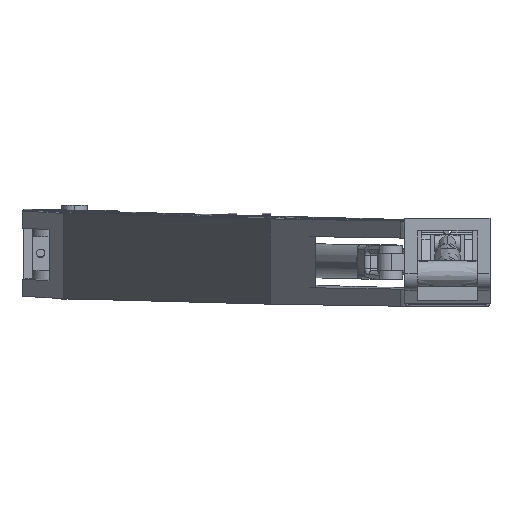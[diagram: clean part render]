
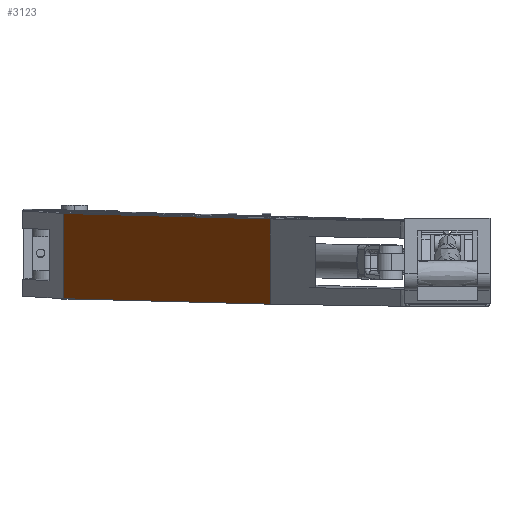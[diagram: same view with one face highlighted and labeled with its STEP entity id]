
A CAD part, left-side view. The second image highlights one B-rep face of the part: STEP entity #3123.
In plain terms, the highlighted free-form (B-spline) face has degree [1, 1] with [2, 2] control points.
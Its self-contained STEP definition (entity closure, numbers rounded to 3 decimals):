
#2279 = VERTEX_POINT('',#2280);
#2280 = CARTESIAN_POINT('',(683.106,287.069,
    -70.418));
#2285 = EDGE_CURVE('',#2286,#2279,#2288,.T.);
#2286 = VERTEX_POINT('',#2287);
#2287 = CARTESIAN_POINT('',(1441.059,622.789,
    -61.533));
#2288 = B_SPLINE_CURVE_WITH_KNOTS('',1,(#2289,#2290),.UNSPECIFIED.,.F.,
  .F.,(2,2),(-840.,-240.),.PIECEWISE_BEZIER_KNOTS.);
#2289 = CARTESIAN_POINT('',(1441.059,622.789,
    -61.533));
#2290 = CARTESIAN_POINT('',(683.106,287.069,
    -70.418));
#2475 = VERTEX_POINT('',#2476);
#2476 = CARTESIAN_POINT('',(1439.439,622.789,
    76.628));
#2481 = EDGE_CURVE('',#2475,#2482,#2484,.T.);
#2482 = VERTEX_POINT('',#2483);
#2483 = CARTESIAN_POINT('',(681.486,287.069,
    67.743));
#2484 = B_SPLINE_CURVE_WITH_KNOTS('',1,(#2485,#2486),.UNSPECIFIED.,.F.,
  .F.,(2,2),(-840.,-240.),.PIECEWISE_BEZIER_KNOTS.);
#2485 = CARTESIAN_POINT('',(1439.439,622.789,
    76.628));
#2486 = CARTESIAN_POINT('',(681.486,287.069,
    67.743));
#3100 = EDGE_CURVE('',#2279,#2482,#3101,.T.);
#3101 = B_SPLINE_CURVE_WITH_KNOTS('',1,(#3102,#3103),.UNSPECIFIED.,.F.,
  .F.,(2,2),(0.,100.),.PIECEWISE_BEZIER_KNOTS.);
#3102 = CARTESIAN_POINT('',(683.106,287.069,
    -70.418));
#3103 = CARTESIAN_POINT('',(681.486,287.069,
    67.743));
#3123 = ADVANCED_FACE('',(#3124),#3134,.T.);
#3124 = FACE_BOUND('',#3125,.T.);
#3125 = EDGE_LOOP('',(#3126,#3127,#3128,#3133));
#3126 = ORIENTED_EDGE('',*,*,#3100,.T.);
#3127 = ORIENTED_EDGE('',*,*,#2481,.F.);
#3128 = ORIENTED_EDGE('',*,*,#3129,.F.);
#3129 = EDGE_CURVE('',#2286,#2475,#3130,.T.);
#3130 = B_SPLINE_CURVE_WITH_KNOTS('',1,(#3131,#3132),.UNSPECIFIED.,.F.,
  .F.,(2,2),(0.,100.),.PIECEWISE_BEZIER_KNOTS.);
#3131 = CARTESIAN_POINT('',(1441.059,622.789,
    -61.533));
#3132 = CARTESIAN_POINT('',(1439.439,622.789,
    76.628));
#3133 = ORIENTED_EDGE('',*,*,#2285,.T.);
#3134 = B_SPLINE_SURFACE_WITH_KNOTS('',1,1,(
    (#3135,#3136)
    ,(#3137,#3138
    )),.UNSPECIFIED.,.F.,.F.,.F.,(2,2),(2,2),(0.,100.),(240.,840.),
  .PIECEWISE_BEZIER_KNOTS.);
#3135 = CARTESIAN_POINT('',(683.106,287.069,
    -70.418));
#3136 = CARTESIAN_POINT('',(1441.059,622.789,
    -61.533));
#3137 = CARTESIAN_POINT('',(681.486,287.069,
    67.743));
#3138 = CARTESIAN_POINT('',(1439.439,622.789,
    76.628));
